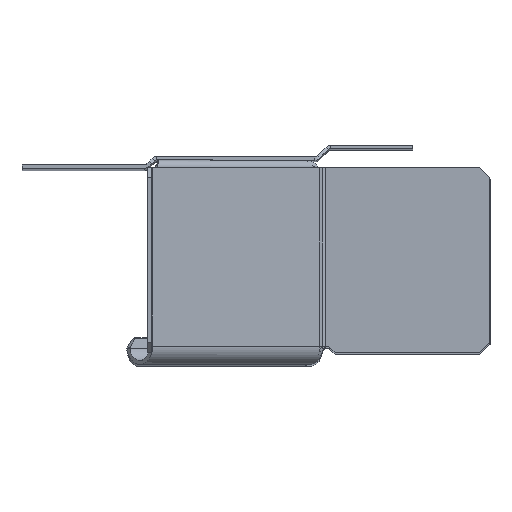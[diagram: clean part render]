
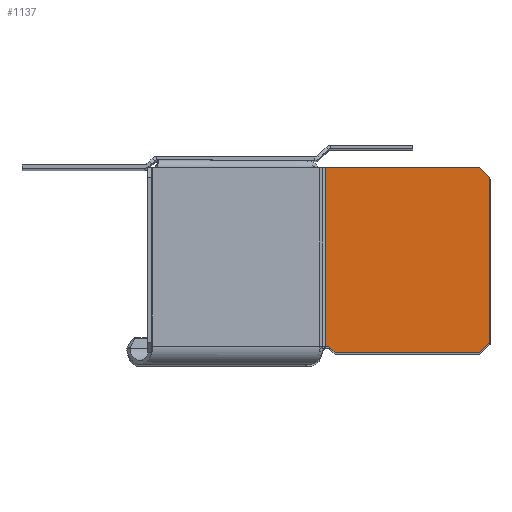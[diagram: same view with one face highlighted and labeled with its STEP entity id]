
A CAD part, top view. The second image highlights one B-rep face of the part: STEP entity #1137.
In plain terms, the highlighted face is planar.
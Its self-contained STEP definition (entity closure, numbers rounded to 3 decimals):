
#19=CARTESIAN_POINT('',(-291.54,172.691,-0.293));
#30=DIRECTION('',(0.,1.,0.));
#31=VECTOR('',#30,53.5);
#32=CARTESIAN_POINT('',(-291.54,172.691,-0.293));
#33=LINE('',#32,#31);
#119=DIRECTION('',(-0.5,-0.707,-0.5));
#120=VECTOR('',#119,2.207);
#121=CARTESIAN_POINT('',(-292.518,172.287,-1.271));
#122=LINE('',#121,#120);
#123=CARTESIAN_POINT('',(-291.768,171.226,
-0.521));
#124=DIRECTION('',(-0.707,0.,0.707));
#125=DIRECTION('',(0.152,0.977,0.152));
#126=AXIS2_PLACEMENT_3D('',#123,#124,#125);
#128=DIRECTION('',(0.707,0.,0.707));
#129=VECTOR('',#128,46.322);
#130=CARTESIAN_POINT('',(-324.295,226.191,-33.047));
#131=LINE('',#130,#129);
#132=DIRECTION('',(0.5,0.707,0.5));
#133=VECTOR('',#132,4.243);
#134=CARTESIAN_POINT('',(-326.416,223.191,-35.169));
#135=LINE('',#134,#133);
#136=DIRECTION('',(0.,1.,0.));
#137=VECTOR('',#136,49.465);
#138=CARTESIAN_POINT('',(-326.416,173.726,-35.169));
#139=LINE('',#138,#137);
#140=DIRECTION('',(-0.5,0.707,-0.5));
#141=VECTOR('',#140,4.243);
#142=CARTESIAN_POINT('',(-324.295,170.726,-33.047));
#143=LINE('',#142,#141);
#144=DIRECTION('',(-0.707,0.,-0.707));
#145=VECTOR('',#144,43.379);
#146=CARTESIAN_POINT('',(-293.622,170.726,-2.374));
#147=LINE('',#146,#145);
#589=VERTEX_POINT('',#19);
#639=CARTESIAN_POINT('',(-291.54,226.191,
-0.293));
#640=VERTEX_POINT('',#639);
#717=CARTESIAN_POINT('',(-326.416,173.726,-35.169));
#718=VERTEX_POINT('',#717);
#719=CARTESIAN_POINT('',(-324.295,170.726,-33.047));
#720=VERTEX_POINT('',#719);
#721=CARTESIAN_POINT('',(-293.622,170.726,-2.374));
#722=VERTEX_POINT('',#721);
#723=CARTESIAN_POINT('',(-292.518,172.287,-1.271));
#724=VERTEX_POINT('',#723);
#729=CARTESIAN_POINT('',(-324.295,226.191,-33.047));
#730=VERTEX_POINT('',#729);
#731=CARTESIAN_POINT('',(-326.416,223.191,-35.169));
#732=VERTEX_POINT('',#731);
#1118=CARTESIAN_POINT('',(-307.918,175.325,
-16.67));
#1119=DIRECTION('',(-0.707,0.,0.707));
#1120=DIRECTION('',(0.707,0.,0.707));
#1121=AXIS2_PLACEMENT_3D('',#1118,#1119,#1120);
#1122=PLANE('',#1121);
#1124=ORIENTED_EDGE('',*,*,#1123,.F.);
#1125=ORIENTED_EDGE('',*,*,#1059,.F.);
#1126=ORIENTED_EDGE('',*,*,#756,.T.);
#1128=ORIENTED_EDGE('',*,*,#1127,.F.);
#1130=ORIENTED_EDGE('',*,*,#1129,.F.);
#1131=ORIENTED_EDGE('',*,*,#1097,.F.);
#1132=ORIENTED_EDGE('',*,*,#1109,.F.);
#1134=ORIENTED_EDGE('',*,*,#1133,.F.);
#1135=EDGE_LOOP('',(#1124,#1125,#1126,#1128,#1130,#1131,#1132,#1134));
#1136=FACE_OUTER_BOUND('',#1135,.F.);
#1137=ADVANCED_FACE('',(#1136),#1122,.F.);
#127=CIRCLE('',#126,1.5);
#756=EDGE_CURVE('',#589,#640,#33,.T.);
#1059=EDGE_CURVE('',#589,#724,#127,.T.);
#1097=EDGE_CURVE('',#718,#732,#139,.T.);
#1109=EDGE_CURVE('',#720,#718,#143,.T.);
#1123=EDGE_CURVE('',#724,#722,#122,.T.);
#1127=EDGE_CURVE('',#730,#640,#131,.T.);
#1129=EDGE_CURVE('',#732,#730,#135,.T.);
#1133=EDGE_CURVE('',#722,#720,#147,.T.);
